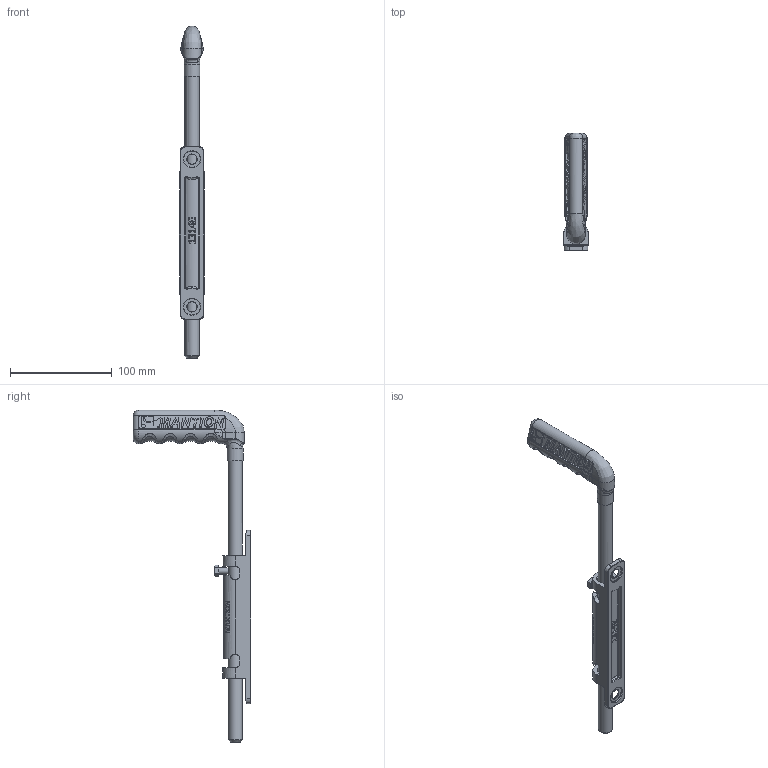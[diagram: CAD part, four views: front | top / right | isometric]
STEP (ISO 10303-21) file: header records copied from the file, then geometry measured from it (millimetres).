
FILE_DESCRIPTION(/* description */ ('Canne verrou Ø14 étroit à visser'),/* implementation_level */ '2;1');
FILE_NAME(/* name */ '1314E.stp',/* time_stamp */ '2019-08-05T13:30:14+02:00',/* author */ ('Marc'),/* organization */ (''),/* preprocessor_version */ 'ST-DEVELOPER v17.2',/* originating_system */ 'Autodesk Inventor 2019',/* authorisation */ '');
FILE_SCHEMA (('AUTOMOTIVE_DESIGN { 1 0 10303 214 3 1 1 }'));
Length unit declared in the file: centimetre
Products named in the file (5): 1314E; 21326; 23595; 21378; 23593
Assembly tree (4 placements, depth 2):
  1314E
    21326
    23595
    21378
    23593
Bounding box: 24.57 x 115.28 x 326 mm (x, y, z)
Volume: 137260.6 mm3; surface area: 55973.1 mm2
Topology: 4 solids, 4 shells, 583 faces, 1553 edges, 1010 vertices
Faces by surface type: plane 323, bspline 128, cylinder 104, torus 16, cone 12
Full cylindrical faces by diameter (mm): 2 x2, 3.759 x2, 4.917 x2, 6 x7, 6.5 x1, 14 x4, 15 x1, 15.5 x1, 16 x2
Entity records: 31519 total; most frequent: CARTESIAN_POINT 17513, ORIENTED_EDGE 3094, DIRECTION 2434, EDGE_CURVE 1547, VERTEX_POINT 1012, LINE 838, VECTOR 838, AXIS2_PLACEMENT_3D 798
